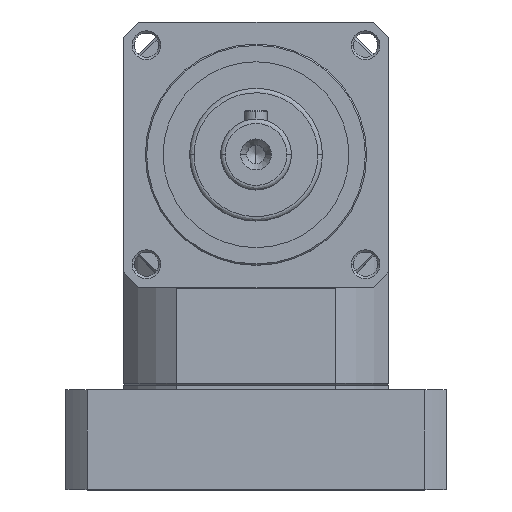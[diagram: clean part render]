
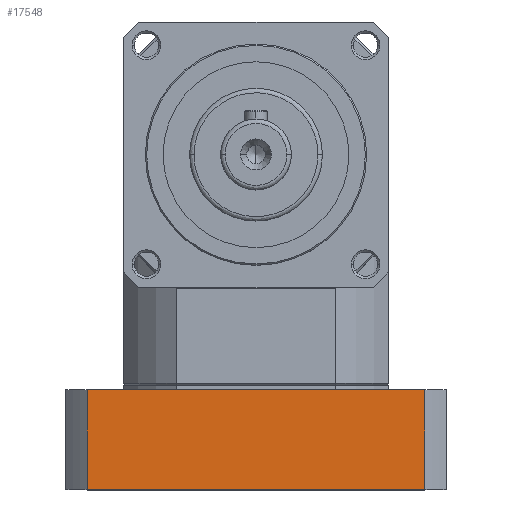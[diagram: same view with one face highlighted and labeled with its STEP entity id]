
A CAD part, top view. The second image highlights one B-rep face of the part: STEP entity #17548.
In plain terms, the highlighted face is planar.
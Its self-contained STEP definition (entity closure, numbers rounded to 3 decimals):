
#126 = VERTEX_POINT ( 'NONE', #4270 ) ;
#1025 = CARTESIAN_POINT ( 'NONE',  ( 38.174, 43., 25.5 ) ) ;
#1850 = LINE ( 'NONE', #6520, #11172 ) ;
#2642 = VERTEX_POINT ( 'NONE', #15216 ) ;
#2918 = DIRECTION ( 'NONE',  ( 0., 0., -1. ) ) ;
#3552 = ORIENTED_EDGE ( 'NONE', *, *, #4305, .F. ) ;
#4175 = VECTOR ( 'NONE', #5707, 1000. ) ;
#4270 = CARTESIAN_POINT ( 'NONE',  ( -38.174, 43., 25.5 ) ) ;
#4305 = EDGE_CURVE ( 'NONE', #2642, #14273, #23187, .T. ) ;
#4562 = CARTESIAN_POINT ( 'NONE',  ( -38.174, 43., 3. ) ) ;
#5370 = ORIENTED_EDGE ( 'NONE', *, *, #11372, .T. ) ;
#5707 = DIRECTION ( 'NONE',  ( -1., 0., 0. ) ) ;
#5828 = EDGE_LOOP ( 'NONE', ( #14128, #14253, #3552, #5370 ) ) ;
#6520 = CARTESIAN_POINT ( 'NONE',  ( -38.174, 43., 25.5 ) ) ;
#7520 = EDGE_CURVE ( 'NONE', #14273, #126, #13945, .T. ) ;
#10056 = AXIS2_PLACEMENT_3D ( 'NONE', #1025, #13929, #2918 ) ;
#11172 = VECTOR ( 'NONE', #19213, 1000. ) ;
#11372 = EDGE_CURVE ( 'NONE', #2642, #13074, #12856, .T. ) ;
#12856 = LINE ( 'NONE', #15186, #17094 ) ;
#13074 = VERTEX_POINT ( 'NONE', #4562 ) ;
#13212 = FACE_OUTER_BOUND ( 'NONE', #5828, .T. ) ;
#13636 = CARTESIAN_POINT ( 'NONE',  ( 38.174, 43., 25.5 ) ) ;
#13689 = VECTOR ( 'NONE', #17474, 1000. ) ;
#13929 = DIRECTION ( 'NONE',  ( 0., -1., 0. ) ) ;
#13945 = LINE ( 'NONE', #18437, #4175 ) ;
#14128 = ORIENTED_EDGE ( 'NONE', *, *, #23636, .F. ) ;
#14253 = ORIENTED_EDGE ( 'NONE', *, *, #7520, .F. ) ;
#14273 = VERTEX_POINT ( 'NONE', #13636 ) ;
#15186 = CARTESIAN_POINT ( 'NONE',  ( 25.742, 43., 3. ) ) ;
#15216 = CARTESIAN_POINT ( 'NONE',  ( 38.174, 43., 3. ) ) ;
#17094 = VECTOR ( 'NONE', #18732, 1000. ) ;
#17256 = CARTESIAN_POINT ( 'NONE',  ( 38.174, 43., 25.5 ) ) ;
#17420 = PLANE ( 'NONE',  #10056 ) ;
#17474 = DIRECTION ( 'NONE',  ( 0., 0., 1. ) ) ;
#17548 = ADVANCED_FACE ( 'NONE', ( #13212 ), #17420, .F. ) ;
#18437 = CARTESIAN_POINT ( 'NONE',  ( 38.174, 43., 25.5 ) ) ;
#18732 = DIRECTION ( 'NONE',  ( -1., 0., 0. ) ) ;
#19213 = DIRECTION ( 'NONE',  ( 0., 0., -1. ) ) ;
#23187 = LINE ( 'NONE', #17256, #13689 ) ;
#23636 = EDGE_CURVE ( 'NONE', #126, #13074, #1850, .T. ) ;
